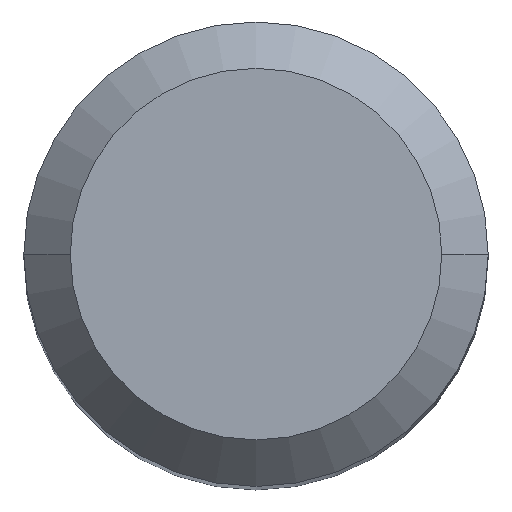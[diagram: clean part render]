
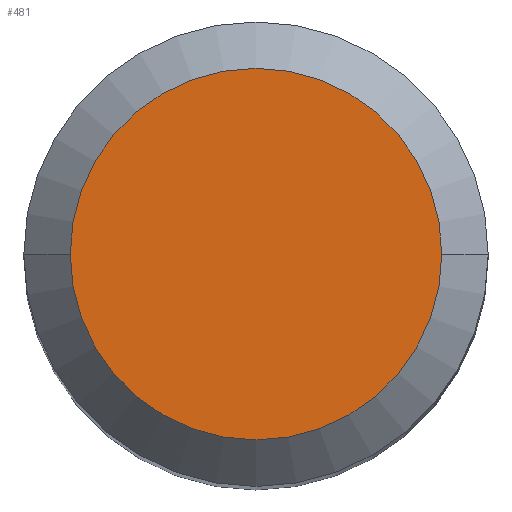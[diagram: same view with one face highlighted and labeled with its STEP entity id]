
A CAD part, top view. The second image highlights one B-rep face of the part: STEP entity #481.
In plain terms, the highlighted planar face has unit normal (0, 0, 1).
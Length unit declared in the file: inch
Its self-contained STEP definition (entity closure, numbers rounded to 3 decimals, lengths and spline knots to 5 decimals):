
#2 = AXIS2_PLACEMENT_3D ( 'NONE', #41, #193, #274 ) ;
#41 = CARTESIAN_POINT ( 'NONE',  ( 0., 0., 0. ) ) ;
#44 = AXIS2_PLACEMENT_3D ( 'NONE', #453, #85, #87 ) ;
#55 = PLANE ( 'NONE',  #120 ) ;
#67 = CIRCLE ( 'NONE', #2, 0.15748 ) ;
#85 = DIRECTION ( 'NONE',  ( 0., 0., 1. ) ) ;
#87 = DIRECTION ( 'NONE',  ( 1., 0., 0. ) ) ;
#120 = AXIS2_PLACEMENT_3D ( 'NONE', #355, #467, #132 ) ;
#132 = DIRECTION ( 'NONE',  ( -1., 0., 0. ) ) ;
#154 = CARTESIAN_POINT ( 'NONE',  ( 0.15748, 0., 0. ) ) ;
#193 = DIRECTION ( 'NONE',  ( 0., 0., 1. ) ) ;
#233 = ORIENTED_EDGE ( 'NONE', *, *, #273, .T. ) ;
#245 = ORIENTED_EDGE ( 'NONE', *, *, #285, .T. ) ;
#247 = FACE_OUTER_BOUND ( 'NONE', #376, .T. ) ;
#273 = EDGE_CURVE ( 'NONE', #487, #299, #67, .T. ) ;
#274 = DIRECTION ( 'NONE',  ( 1., 0., 0. ) ) ;
#285 = EDGE_CURVE ( 'NONE', #299, #487, #470, .T. ) ;
#299 = VERTEX_POINT ( 'NONE', #154 ) ;
#355 = CARTESIAN_POINT ( 'NONE',  ( 0., 0., 0. ) ) ;
#376 = EDGE_LOOP ( 'NONE', ( #233, #245 ) ) ;
#393 = CARTESIAN_POINT ( 'NONE',  ( -0.15748, 0., 0. ) ) ;
#453 = CARTESIAN_POINT ( 'NONE',  ( 0., 0., 0. ) ) ;
#467 = DIRECTION ( 'NONE',  ( 0., 0., -1. ) ) ;
#470 = CIRCLE ( 'NONE', #44, 0.15748 ) ;
#481 = ADVANCED_FACE ( 'NONE', ( #247 ), #55, .F. ) ;
#487 = VERTEX_POINT ( 'NONE', #393 ) ;
